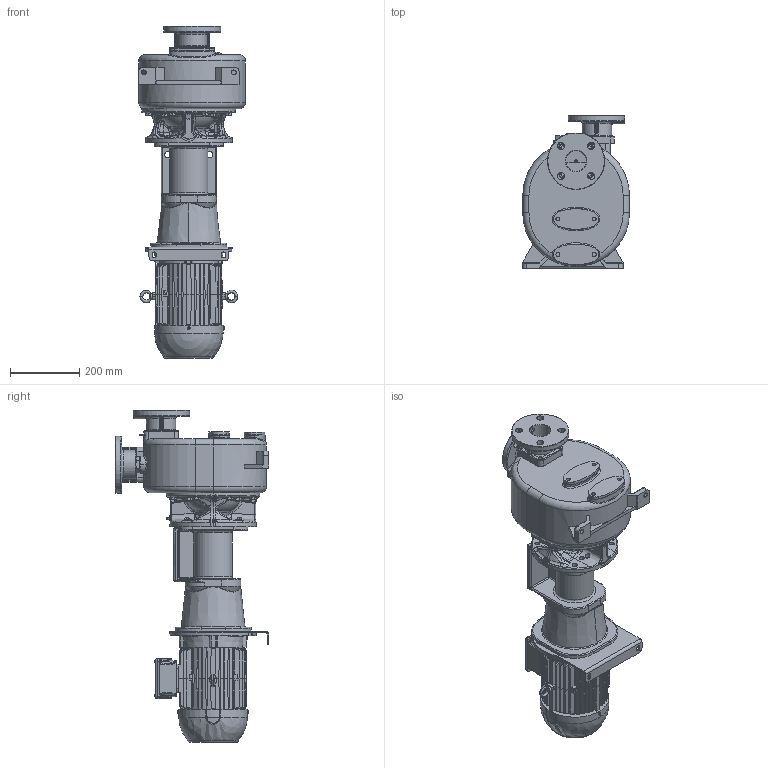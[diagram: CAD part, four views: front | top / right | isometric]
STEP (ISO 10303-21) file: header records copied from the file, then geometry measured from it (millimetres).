
FILE_DESCRIPTION((''),'2;1');
FILE_NAME('S_65_BBT_F','2021-02-15T14:06:40',('nicola'),(''),'CREO PARAMETRIC BY PTC INC, 2020342','CREO PARAMETRIC BY PTC INC, 2020342','');
FILE_SCHEMA(('CONFIG_CONTROL_DESIGN'));
Products named in the file (1): S_65_BBT_F
Bounding box: 308.5 x 442 x 958.6 mm (x, y, z)
Volume: 32875069.3 mm3; surface area: 1577458.8 mm2
Topology: 2 solids, 2 shells, 3292 faces, 8091 edges, 5017 vertices
Faces by surface type: plane 1654, bspline 582, cylinder 485, cone 385, torus 126, sphere 34, revolution 14, extrusion 12
Entity records: 165853 total; most frequent: CARTESIAN_POINT 93588, ORIENTED_EDGE 16174, DIRECTION 13031, EDGE_CURVE 8087, VERTEX_POINT 5017, AXIS2_PLACEMENT_3D 4570, VECTOR 3877, LINE 3865
